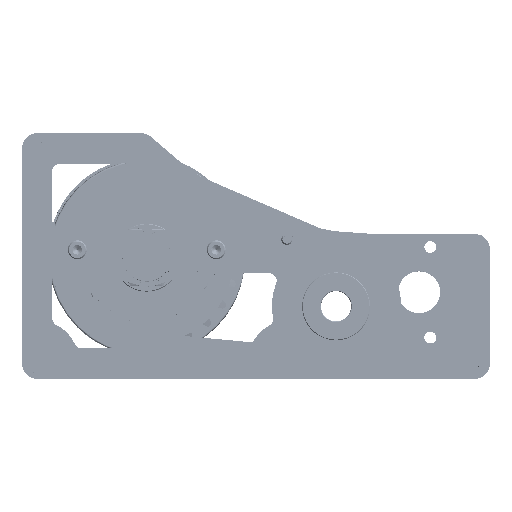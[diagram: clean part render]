
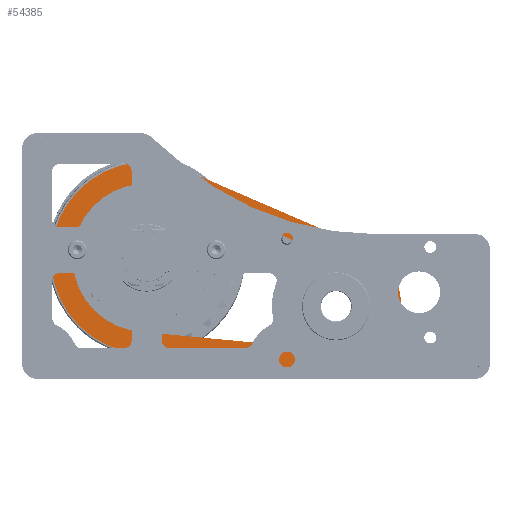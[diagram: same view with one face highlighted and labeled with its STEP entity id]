
A CAD part, top view. The second image highlights one B-rep face of the part: STEP entity #54385.
In plain terms, the highlighted planar face has unit normal (0, 0, 1).
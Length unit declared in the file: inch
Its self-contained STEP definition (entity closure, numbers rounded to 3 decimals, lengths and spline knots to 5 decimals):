
#221 = CARTESIAN_POINT ( 'NONE',  ( 3.2366, 0., 0.463 ) ) ;
#1141 = ORIENTED_EDGE ( 'NONE', *, *, #17881, .F. ) ;
#1320 = EDGE_CURVE ( 'NONE', #28502, #46744, #68454, .T. ) ;
#2984 = AXIS2_PLACEMENT_3D ( 'NONE', #79980, #14340, #43524 ) ;
#3006 = DIRECTION ( 'NONE',  ( -0.988, -0.156, 0. ) ) ;
#4447 = ORIENTED_EDGE ( 'NONE', *, *, #91313, .T. ) ;
#4723 = VERTEX_POINT ( 'NONE', #38873 ) ;
#5088 = DIRECTION ( 'NONE',  ( 1., 0., 0. ) ) ;
#5190 = CIRCLE ( 'NONE', #58734, 1.0815 ) ;
#6285 = CARTESIAN_POINT ( 'NONE',  ( -0.16925, 1.06818, 0.463 ) ) ;
#6878 = ORIENTED_EDGE ( 'NONE', *, *, #20966, .T. ) ;
#6895 = CARTESIAN_POINT ( 'NONE',  ( 0., 0., 0.463 ) ) ;
#7100 = CARTESIAN_POINT ( 'NONE',  ( -0.11322, 0.71459, 0.463 ) ) ;
#7268 = AXIS2_PLACEMENT_3D ( 'NONE', #86297, #20673, #49864 ) ;
#8035 = CARTESIAN_POINT ( 'NONE',  ( -0.11322, -0.71459, 0.463 ) ) ;
#8152 = CARTESIAN_POINT ( 'NONE',  ( 3.04412, -1.21485, 0.463 ) ) ;
#8962 = LINE ( 'NONE', #38155, #88727 ) ;
#12250 = PLANE ( 'NONE',  #66605 ) ;
#13648 = DIRECTION ( 'NONE',  ( 1., 0., 0. ) ) ;
#14340 = DIRECTION ( 'NONE',  ( 0., 0., 1. ) ) ;
#15363 = CIRCLE ( 'NONE', #68854, 1.0815 ) ;
#17417 = LINE ( 'NONE', #68621, #58583 ) ;
#17881 = EDGE_CURVE ( 'NONE', #46744, #24948, #73656, .T. ) ;
#18173 = ORIENTED_EDGE ( 'NONE', *, *, #83071, .F. ) ;
#19252 = VERTEX_POINT ( 'NONE', #7100 ) ;
#19426 = VERTEX_POINT ( 'NONE', #67446 ) ;
#20673 = DIRECTION ( 'NONE',  ( 0., 0., 1. ) ) ;
#20966 = EDGE_CURVE ( 'NONE', #33599, #42199, #17417, .T. ) ;
#24636 = EDGE_LOOP ( 'NONE', ( #4447, #42608, #38802, #30762, #6878 ) ) ;
#24948 = VERTEX_POINT ( 'NONE', #8152 ) ;
#27637 = DIRECTION ( 'NONE',  ( 1., 0., 0. ) ) ;
#28010 = CARTESIAN_POINT ( 'NONE',  ( 2.98809, -1.56843, 0.463 ) ) ;
#28502 = VERTEX_POINT ( 'NONE', #89890 ) ;
#29035 = VERTEX_POINT ( 'NONE', #33549 ) ;
#29409 = DIRECTION ( 'NONE',  ( 0., 0., 1. ) ) ;
#30762 = ORIENTED_EDGE ( 'NONE', *, *, #87682, .T. ) ;
#30854 = LINE ( 'NONE', #60097, #39143 ) ;
#33549 = CARTESIAN_POINT ( 'NONE',  ( -1.0815, 0., 0.463 ) ) ;
#33599 = VERTEX_POINT ( 'NONE', #49650 ) ;
#35787 = EDGE_CURVE ( 'NONE', #4723, #19252, #8962, .T. ) ;
#35835 = ORIENTED_EDGE ( 'NONE', *, *, #35787, .F. ) ;
#36084 = DIRECTION ( 'NONE',  ( 0., 0., 1. ) ) ;
#37229 = DIRECTION ( 'NONE',  ( 0.988, -0.156, 0. ) ) ;
#38155 = CARTESIAN_POINT ( 'NONE',  ( -0.11322, 0.71459, 0.463 ) ) ;
#38219 = CIRCLE ( 'NONE', #50485, 1.23 ) ;
#38802 = ORIENTED_EDGE ( 'NONE', *, *, #77299, .T. ) ;
#38873 = CARTESIAN_POINT ( 'NONE',  ( 3.04412, 1.21485, 0.463 ) ) ;
#38976 = ORIENTED_EDGE ( 'NONE', *, *, #1320, .F. ) ;
#39143 = VECTOR ( 'NONE', #89319, 39.37008 ) ;
#40107 = CIRCLE ( 'NONE', #93689, 1.588 ) ;
#41448 = CARTESIAN_POINT ( 'NONE',  ( 0., 0., 0.463 ) ) ;
#42199 = VERTEX_POINT ( 'NONE', #6285 ) ;
#42608 = ORIENTED_EDGE ( 'NONE', *, *, #69635, .T. ) ;
#43524 = DIRECTION ( 'NONE',  ( 1., 0., 0. ) ) ;
#44259 = CIRCLE ( 'NONE', #2984, 0.7235 ) ;
#46415 = EDGE_LOOP ( 'NONE', ( #1141, #38976, #65257, #35835, #18173 ) ) ;
#46744 = VERTEX_POINT ( 'NONE', #70613 ) ;
#48637 = FACE_OUTER_BOUND ( 'NONE', #24636, .T. ) ;
#49650 = CARTESIAN_POINT ( 'NONE',  ( 2.98809, 1.56843, 0.463 ) ) ;
#49864 = DIRECTION ( 'NONE',  ( 1., 0., 0. ) ) ;
#50051 = CARTESIAN_POINT ( 'NONE',  ( 0., 0., 0.463 ) ) ;
#50485 = AXIS2_PLACEMENT_3D ( 'NONE', #221, #29409, #58665 ) ;
#54385 = ADVANCED_FACE ( 'NONE', ( #48637, #77903 ), #12250, .T. ) ;
#56886 = VECTOR ( 'NONE', #37229, 39.37008 ) ;
#58583 = VECTOR ( 'NONE', #3006, 39.37008 ) ;
#58665 = DIRECTION ( 'NONE',  ( 1., 0., 0. ) ) ;
#58734 = AXIS2_PLACEMENT_3D ( 'NONE', #6895, #36084, #65337 ) ;
#59114 = EDGE_CURVE ( 'NONE', #19252, #28502, #44259, .T. ) ;
#60097 = CARTESIAN_POINT ( 'NONE',  ( -0.16925, -1.06818, 0.463 ) ) ;
#64066 = CARTESIAN_POINT ( 'NONE',  ( 3.2366, 0., 0.463 ) ) ;
#65257 = ORIENTED_EDGE ( 'NONE', *, *, #59114, .F. ) ;
#65337 = DIRECTION ( 'NONE',  ( 1., 0., 0. ) ) ;
#66605 = AXIS2_PLACEMENT_3D ( 'NONE', #41448, #70706, #5088 ) ;
#67425 = DIRECTION ( 'NONE',  ( -0.988, -0.156, 0. ) ) ;
#67446 = CARTESIAN_POINT ( 'NONE',  ( -0.16925, -1.06818, 0.463 ) ) ;
#68454 = CIRCLE ( 'NONE', #7268, 0.7235 ) ;
#68621 = CARTESIAN_POINT ( 'NONE',  ( -0.16925, 1.06818, 0.463 ) ) ;
#68854 = AXIS2_PLACEMENT_3D ( 'NONE', #50051, #79302, #13648 ) ;
#69635 = EDGE_CURVE ( 'NONE', #29035, #19426, #5190, .T. ) ;
#70613 = CARTESIAN_POINT ( 'NONE',  ( -0.11322, -0.71459, 0.463 ) ) ;
#70706 = DIRECTION ( 'NONE',  ( 0., 0., 1. ) ) ;
#73656 = LINE ( 'NONE', #8035, #56886 ) ;
#77299 = EDGE_CURVE ( 'NONE', #19426, #91293, #30854, .T. ) ;
#77903 = FACE_BOUND ( 'NONE', #46415, .T. ) ;
#79302 = DIRECTION ( 'NONE',  ( 0., 0., 1. ) ) ;
#79980 = CARTESIAN_POINT ( 'NONE',  ( 0., 0., 0.463 ) ) ;
#83071 = EDGE_CURVE ( 'NONE', #24948, #4723, #38219, .T. ) ;
#86297 = CARTESIAN_POINT ( 'NONE',  ( 0., 0., 0.463 ) ) ;
#87682 = EDGE_CURVE ( 'NONE', #91293, #33599, #40107, .T. ) ;
#88727 = VECTOR ( 'NONE', #67425, 39.37008 ) ;
#89319 = DIRECTION ( 'NONE',  ( 0.988, -0.156, 0. ) ) ;
#89890 = CARTESIAN_POINT ( 'NONE',  ( -0.7235, 0., 0.463 ) ) ;
#91293 = VERTEX_POINT ( 'NONE', #28010 ) ;
#91313 = EDGE_CURVE ( 'NONE', #42199, #29035, #15363, .T. ) ;
#93278 = DIRECTION ( 'NONE',  ( 0., 0., 1. ) ) ;
#93689 = AXIS2_PLACEMENT_3D ( 'NONE', #64066, #93278, #27637 ) ;
